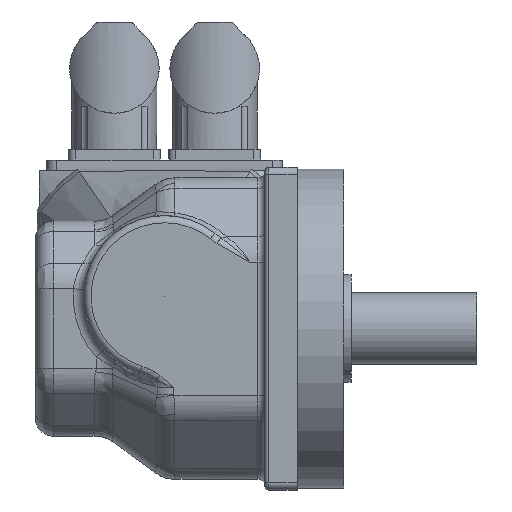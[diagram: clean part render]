
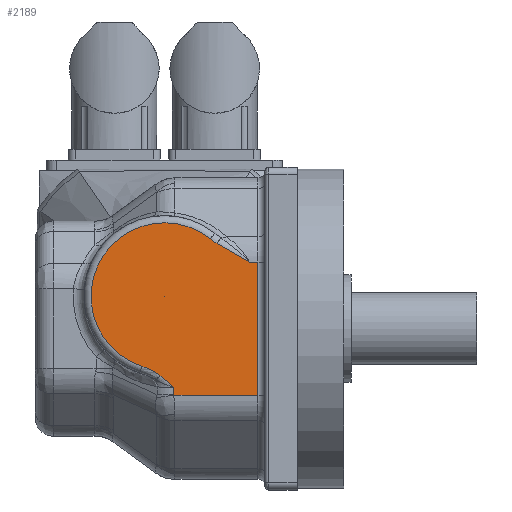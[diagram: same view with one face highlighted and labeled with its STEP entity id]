
A CAD part, front view. The second image highlights one B-rep face of the part: STEP entity #2189.
In plain terms, the highlighted face is planar.
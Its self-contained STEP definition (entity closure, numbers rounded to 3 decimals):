
#1017=FACE_BOUND('',#4174,.T.);
#1430=CIRCLE('',#15300,20.5);
#1431=CIRCLE('',#15301,0.046);
#2189=ADVANCED_FACE('',(#3232,#1017),#2806,.F.);
#2806=PLANE('',#15302);
#3232=FACE_OUTER_BOUND('',#4173,.T.);
#4173=EDGE_LOOP('',(#7430,#7431,#7432,#7433,#7434,#7435,#7436,#7437,#7438,
#7439));
#4174=EDGE_LOOP('',(#7440));
#5096=B_SPLINE_CURVE_WITH_KNOTS('',3,(#39160,#39161,#39162,#39163,#39164,
#39165,#39166,#39167,#39168,#39169),.UNSPECIFIED.,.F.,.F.,(4,1,1,2,2,4),
(0.,0.25,0.375,0.437,0.5,1.),.UNSPECIFIED.);
#5097=B_SPLINE_CURVE_WITH_KNOTS('',3,(#39172,#39173,#39174,#39175,#39176,
#39177,#39178,#39179,#39180,#39181,#39182,#39183,#39184,#39185,#39186,#39187,
#39188,#39189,#39190,#39191,#39192,#39193,#39194,#39195,#39196,#39197,#39198),
.UNSPECIFIED.,.F.,.F.,(4,1,1,1,2,2,2,2,1,1,2,2,1,1,2,2,4),(0.,0.125,0.188,
0.219,0.234,0.25,0.313,
0.375,0.438,0.469,0.484,
0.5,0.625,0.688,0.719,
0.75,1.),.UNSPECIFIED.);
#5098=B_SPLINE_CURVE_WITH_KNOTS('',3,(#39202,#39203,#39204,#39205),.UNSPECIFIED.,
.F.,.F.,(4,4),(0.,1.),.UNSPECIFIED.);
#5099=B_SPLINE_CURVE_WITH_KNOTS('',3,(#39208,#39209,#39210,#39211,#39212,
#39213,#39214,#39215,#39216,#39217,#39218,#39219,#39220,#39221,#39222,#39223,
#39224,#39225,#39226,#39227,#39228,#39229,#39230,#39231,#39232,#39233,#39234,
#39235,#39236,#39237,#39238,#39239,#39240,#39241,#39242,#39243,#39244,#39245,
#39246),.UNSPECIFIED.,.F.,.F.,(4,1,1,1,2,2,1,1,1,2,2,2,2,1,1,1,2,2,1,2,2,
1,2,2,4),(0.,0.125,0.187,0.219,0.234,
0.25,0.312,0.344,0.359,0.367,
0.375,0.437,0.5,0.562,0.594,
0.609,0.617,0.625,0.687,0.719,
0.75,0.812,0.844,0.875,
1.),.UNSPECIFIED.);
#5100=B_SPLINE_CURVE_WITH_KNOTS('',3,(#39248,#39249,#39250,#39251),.UNSPECIFIED.,
.F.,.F.,(4,4),(0.,1.),.UNSPECIFIED.);
#7430=ORIENTED_EDGE('',*,*,#12253,.T.);
#7431=ORIENTED_EDGE('',*,*,#12254,.T.);
#7432=ORIENTED_EDGE('',*,*,#12255,.T.);
#7433=ORIENTED_EDGE('',*,*,#12256,.T.);
#7434=ORIENTED_EDGE('',*,*,#12257,.T.);
#7435=ORIENTED_EDGE('',*,*,#12193,.T.);
#7436=ORIENTED_EDGE('',*,*,#12244,.T.);
#7437=ORIENTED_EDGE('',*,*,#12258,.T.);
#7438=ORIENTED_EDGE('',*,*,#12259,.T.);
#7439=ORIENTED_EDGE('',*,*,#12260,.T.);
#7440=ORIENTED_EDGE('',*,*,#12261,.T.);
#10508=VERTEX_POINT('',#38262);
#10515=VERTEX_POINT('',#38286);
#10541=VERTEX_POINT('',#39131);
#10546=VERTEX_POINT('',#39170);
#10547=VERTEX_POINT('',#39171);
#10548=VERTEX_POINT('',#39199);
#10549=VERTEX_POINT('',#39201);
#10550=VERTEX_POINT('',#39206);
#10551=VERTEX_POINT('',#39247);
#10552=VERTEX_POINT('',#39252);
#10553=VERTEX_POINT('',#39255);
#12193=EDGE_CURVE('',#10515,#10508,#13734,.T.);
#12244=EDGE_CURVE('',#10508,#10541,#13750,.T.);
#12253=EDGE_CURVE('',#10546,#10547,#5096,.T.);
#12254=EDGE_CURVE('',#10547,#10548,#5097,.T.);
#12255=EDGE_CURVE('',#10548,#10549,#13753,.T.);
#12256=EDGE_CURVE('',#10549,#10550,#5098,.T.);
#12257=EDGE_CURVE('',#10550,#10515,#13754,.T.);
#12258=EDGE_CURVE('',#10541,#10551,#5099,.T.);
#12259=EDGE_CURVE('',#10551,#10552,#5100,.T.);
#12260=EDGE_CURVE('',#10552,#10546,#1430,.T.);
#12261=EDGE_CURVE('',#10553,#10553,#1431,.T.);
#13734=LINE('',#38287,#14346);
#13750=LINE('',#39132,#14362);
#13753=LINE('',#39200,#14365);
#13754=LINE('',#39207,#14366);
#14346=VECTOR('',#17492,1.);
#14362=VECTOR('',#17566,1.);
#14365=VECTOR('',#17591,1.);
#14366=VECTOR('',#17592,1.);
#15300=AXIS2_PLACEMENT_3D('',#39253,#17593,#17594);
#15301=AXIS2_PLACEMENT_3D('',#39254,#17595,#17596);
#15302=AXIS2_PLACEMENT_3D('',#39256,#17597,#17598);
#17492=DIRECTION('',(0.,-1.,0.));
#17566=DIRECTION('',(-1.,0.,0.));
#17591=DIRECTION('',(0.,1.,0.));
#17592=DIRECTION('',(1.,0.,0.));
#17593=DIRECTION('',(0.,0.,-1.));
#17594=DIRECTION('',(0.,-1.,0.));
#17595=DIRECTION('',(0.,0.,1.));
#17596=DIRECTION('',(1.,0.,0.));
#17597=DIRECTION('',(0.,0.,1.));
#17598=DIRECTION('',(0.,-1.,0.));
#38262=CARTESIAN_POINT('',(26.,-18.558,-42.));
#38286=CARTESIAN_POINT('',(26.,18.558,-42.));
#38287=CARTESIAN_POINT('',(26.,-18.558,-42.));
#39131=CARTESIAN_POINT('',(23.641,-18.558,-42.));
#39132=CARTESIAN_POINT('',(40.,-18.558,-42.));
#39160=CARTESIAN_POINT('',(-6.311,10.504,-42.));
#39161=CARTESIAN_POINT('',(-5.838,10.657,-42.));
#39162=CARTESIAN_POINT('',(-5.155,10.903,-42.));
#39163=CARTESIAN_POINT('',(-4.404,11.219,-42.));
#39164=CARTESIAN_POINT('',(-4.092,11.36,-42.));
#39165=CARTESIAN_POINT('',(-3.887,11.456,-42.));
#39166=CARTESIAN_POINT('',(-3.803,11.496,-42.));
#39167=CARTESIAN_POINT('',(-2.736,12.017,-42.));
#39168=CARTESIAN_POINT('',(-1.934,12.518,-42.));
#39169=CARTESIAN_POINT('',(-1.279,13.057,-42.));
#39170=CARTESIAN_POINT('',(-6.311,10.504,-42.));
#39171=CARTESIAN_POINT('',(-1.279,13.057,-42.));
#39172=CARTESIAN_POINT('',(-1.279,13.057,-42.));
#39173=CARTESIAN_POINT('',(-1.141,13.171,-42.));
#39174=CARTESIAN_POINT('',(-0.916,13.36,-42.));
#39175=CARTESIAN_POINT('',(-0.625,13.614,-42.));
#39176=CARTESIAN_POINT('',(-0.471,13.749,-42.));
#39177=CARTESIAN_POINT('',(-0.404,13.809,-42.));
#39178=CARTESIAN_POINT('',(-0.359,13.849,-42.));
#39179=CARTESIAN_POINT('',(-0.327,13.877,-42.));
#39180=CARTESIAN_POINT('',(-0.256,13.941,-42.));
#39181=CARTESIAN_POINT('',(-0.187,14.002,-42.));
#39182=CARTESIAN_POINT('',(-0.029,14.144,-42.));
#39183=CARTESIAN_POINT('',(0.049,14.214,-42.));
#39184=CARTESIAN_POINT('',(0.274,14.417,-42.));
#39185=CARTESIAN_POINT('',(0.417,14.546,-42.));
#39186=CARTESIAN_POINT('',(0.541,14.657,-42.));
#39187=CARTESIAN_POINT('',(0.585,14.696,-42.));
#39188=CARTESIAN_POINT('',(0.612,14.72,-42.));
#39189=CARTESIAN_POINT('',(0.613,14.721,-42.));
#39190=CARTESIAN_POINT('',(0.82,14.907,-42.));
#39191=CARTESIAN_POINT('',(1.078,15.135,-42.));
#39192=CARTESIAN_POINT('',(1.349,15.368,-42.));
#39193=CARTESIAN_POINT('',(1.458,15.46,-42.));
#39194=CARTESIAN_POINT('',(1.529,15.52,-42.));
#39195=CARTESIAN_POINT('',(1.555,15.542,-42.));
#39196=CARTESIAN_POINT('',(1.943,15.866,-42.));
#39197=CARTESIAN_POINT('',(2.277,16.129,-42.));
#39198=CARTESIAN_POINT('',(2.601,16.367,-42.));
#39199=CARTESIAN_POINT('',(2.601,16.367,-42.));
#39200=CARTESIAN_POINT('',(2.601,18.558,-42.));
#39201=CARTESIAN_POINT('',(2.601,18.361,-42.));
#39202=CARTESIAN_POINT('',(2.601,18.361,-42.));
#39203=CARTESIAN_POINT('',(2.601,18.425,-42.));
#39204=CARTESIAN_POINT('',(2.606,18.491,-42.));
#39205=CARTESIAN_POINT('',(2.615,18.558,-42.));
#39206=CARTESIAN_POINT('',(2.615,18.558,-42.));
#39207=CARTESIAN_POINT('',(40.,18.558,-42.));
#39208=CARTESIAN_POINT('',(23.641,-18.558,-42.));
#39209=CARTESIAN_POINT('',(23.319,-18.766,-42.));
#39210=CARTESIAN_POINT('',(22.8,-19.088,-42.));
#39211=CARTESIAN_POINT('',(22.129,-19.481,-42.));
#39212=CARTESIAN_POINT('',(21.778,-19.682,-42.));
#39213=CARTESIAN_POINT('',(21.624,-19.769,-42.));
#39214=CARTESIAN_POINT('',(21.52,-19.827,-42.));
#39215=CARTESIAN_POINT('',(21.457,-19.862,-42.));
#39216=CARTESIAN_POINT('',(21.249,-19.979,-42.));
#39217=CARTESIAN_POINT('',(20.982,-20.126,-42.));
#39218=CARTESIAN_POINT('',(20.64,-20.312,-42.));
#39219=CARTESIAN_POINT('',(20.462,-20.409,-42.));
#39220=CARTESIAN_POINT('',(20.384,-20.451,-42.));
#39221=CARTESIAN_POINT('',(20.331,-20.479,-42.));
#39222=CARTESIAN_POINT('',(20.293,-20.5,-42.));
#39223=CARTESIAN_POINT('',(20.163,-20.57,-42.));
#39224=CARTESIAN_POINT('',(20.01,-20.652,-42.));
#39225=CARTESIAN_POINT('',(19.628,-20.855,-42.));
#39226=CARTESIAN_POINT('',(19.389,-20.983,-42.));
#39227=CARTESIAN_POINT('',(18.88,-21.254,-42.));
#39228=CARTESIAN_POINT('',(18.546,-21.432,-42.));
#39229=CARTESIAN_POINT('',(18.241,-21.595,-42.));
#39230=CARTESIAN_POINT('',(18.109,-21.666,-42.));
#39231=CARTESIAN_POINT('',(18.057,-21.694,-42.));
#39232=CARTESIAN_POINT('',(18.024,-21.712,-42.));
#39233=CARTESIAN_POINT('',(18.018,-21.715,-42.));
#39234=CARTESIAN_POINT('',(17.78,-21.843,-42.));
#39235=CARTESIAN_POINT('',(17.48,-22.006,-42.));
#39236=CARTESIAN_POINT('',(17.204,-22.158,-42.));
#39237=CARTESIAN_POINT('',(17.025,-22.257,-42.));
#39238=CARTESIAN_POINT('',(16.957,-22.295,-42.));
#39239=CARTESIAN_POINT('',(16.651,-22.466,-42.));
#39240=CARTESIAN_POINT('',(16.358,-22.632,-42.));
#39241=CARTESIAN_POINT('',(16.083,-22.791,-42.));
#39242=CARTESIAN_POINT('',(15.905,-22.896,-42.));
#39243=CARTESIAN_POINT('',(15.83,-22.94,-42.));
#39244=CARTESIAN_POINT('',(15.341,-23.231,-42.));
#39245=CARTESIAN_POINT('',(14.974,-23.459,-42.));
#39246=CARTESIAN_POINT('',(14.631,-23.682,-42.));
#39247=CARTESIAN_POINT('',(14.631,-23.682,-42.));
#39248=CARTESIAN_POINT('',(14.631,-23.682,-42.));
#39249=CARTESIAN_POINT('',(14.042,-24.066,-42.));
#39250=CARTESIAN_POINT('',(13.423,-24.517,-42.));
#39251=CARTESIAN_POINT('',(12.775,-25.033,-42.));
#39252=CARTESIAN_POINT('',(12.775,-25.033,-42.));
#39253=CARTESIAN_POINT('',(0.,-9.,-42.));
#39254=CARTESIAN_POINT('',(0.,-9.,-42.));
#39255=CARTESIAN_POINT('',(0.046,-9.,-42.));
#39256=CARTESIAN_POINT('',(40.,22.7,-42.));
